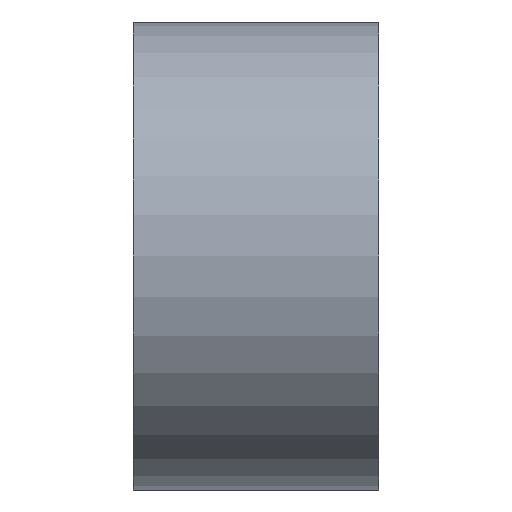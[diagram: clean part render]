
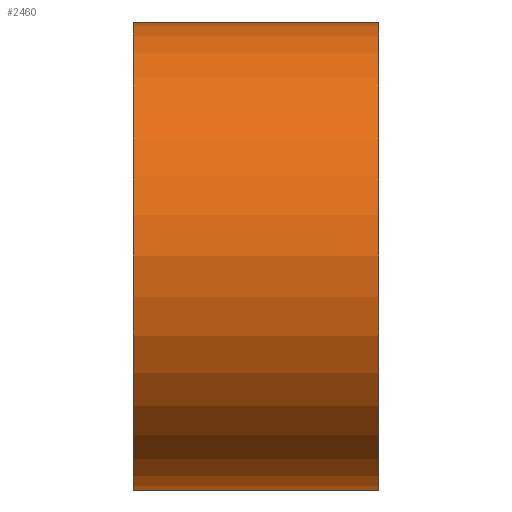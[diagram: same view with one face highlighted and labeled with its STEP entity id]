
A CAD part, left-side view. The second image highlights one B-rep face of the part: STEP entity #2460.
In plain terms, the highlighted cylindrical face has radius 3.68 mm (diameter 7.36 mm), a partial arc.
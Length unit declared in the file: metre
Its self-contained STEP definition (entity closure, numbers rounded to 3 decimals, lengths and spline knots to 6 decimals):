
#50=CARTESIAN_POINT('',(0.00368,-0.00193,-0.00368));
#51=DIRECTION('',(0.,1.,0.));
#52=DIRECTION('',(0.,0.,-1.));
#53=AXIS2_PLACEMENT_3D('',#50,#51,#52);
#321=CARTESIAN_POINT('',(0.00368,0.00193,-0.00368));
#322=DIRECTION('',(0.,1.,0.));
#323=DIRECTION('',(0.,0.,-1.));
#324=AXIS2_PLACEMENT_3D('',#321,#322,#323);
#701=DIRECTION('',(0.,1.,0.));
#702=VECTOR('',#701,0.00386);
#703=CARTESIAN_POINT('',(0.00368,-0.00193,0.));
#704=LINE('',#703,#702);
#705=DIRECTION('',(0.,1.,0.));
#706=VECTOR('',#705,0.00386);
#707=CARTESIAN_POINT('',(0.00368,-0.00193,-0.00736));
#708=LINE('',#707,#706);
#1337=CARTESIAN_POINT('',(0.00368,-0.00193,-0.00736));
#1338=CARTESIAN_POINT('',(0.00368,-0.00193,0.));
#1339=VERTEX_POINT('',#1337);
#1340=VERTEX_POINT('',#1338);
#1341=CARTESIAN_POINT('',(0.00368,0.00193,-0.00736));
#1342=CARTESIAN_POINT('',(0.00368,0.00193,0.));
#1343=VERTEX_POINT('',#1341);
#1344=VERTEX_POINT('',#1342);
#2448=CARTESIAN_POINT('',(0.00368,-0.00193,-0.00368));
#2449=DIRECTION('',(0.,1.,0.));
#2450=DIRECTION('',(1.,0.,0.));
#2451=AXIS2_PLACEMENT_3D('',#2448,#2449,#2450);
#2452=CYLINDRICAL_SURFACE('',#2451,0.00368);
#2453=ORIENTED_EDGE('',*,*,#1738,.F.);
#2455=ORIENTED_EDGE('',*,*,#2454,.T.);
#2456=ORIENTED_EDGE('',*,*,#1959,.T.);
#2457=ORIENTED_EDGE('',*,*,#2442,.F.);
#2458=EDGE_LOOP('',(#2453,#2455,#2456,#2457));
#2459=FACE_OUTER_BOUND('',#2458,.F.);
#2460=ADVANCED_FACE('',(#2459),#2452,.T.);
#54=CIRCLE('',#53,0.00368);
#325=CIRCLE('',#324,0.00368);
#1738=EDGE_CURVE('',#1339,#1340,#54,.T.);
#1959=EDGE_CURVE('',#1343,#1344,#325,.T.);
#2442=EDGE_CURVE('',#1340,#1344,#704,.T.);
#2454=EDGE_CURVE('',#1339,#1343,#708,.T.);
